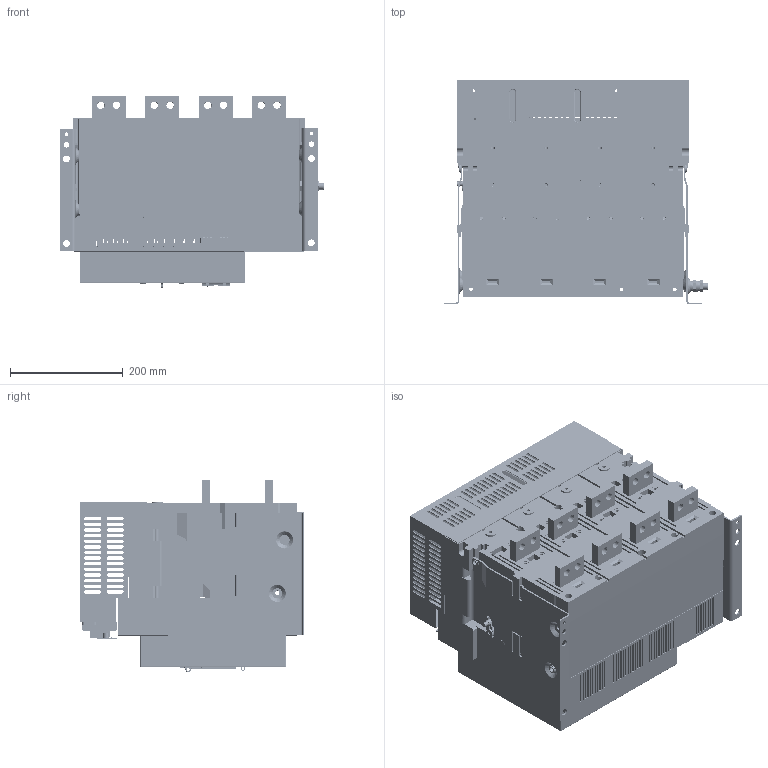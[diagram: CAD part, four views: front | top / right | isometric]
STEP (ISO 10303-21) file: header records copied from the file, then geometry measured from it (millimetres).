
FILE_DESCRIPTION((''),'2;1');
FILE_NAME('NA1-2000-630A-4P-GUDINGSHI','2020-05-08T13:52:10',('fansz'),(''),'CREO PARAMETRIC BY PTC INC, 2018020','CREO PARAMETRIC BY PTC INC, 2018020','');
FILE_SCHEMA(('CONFIG_CONTROL_DESIGN'));
Products named in the file (1): NA1-2000-630A-4P-GUDINGSHI
Bounding box: 468 x 399 x 342.5 mm (x, y, z)
Volume: 8694751.9 mm3; surface area: 3028026 mm2
Topology: 1 solids, 63 shells, 7966 faces, 23217 edges, 15391 vertices
Faces by surface type: plane 5267, cylinder 1588, extrusion 623, cone 422, torus 46, bspline 16, sphere 4
Entity records: 270109 total; most frequent: CARTESIAN_POINT 55871, ORIENTED_EDGE 46426, DIRECTION 41681, EDGE_CURVE 23213, VECTOR 17473, LINE 16850, VERTEX_POINT 15391, AXIS2_PLACEMENT_3D 12104
